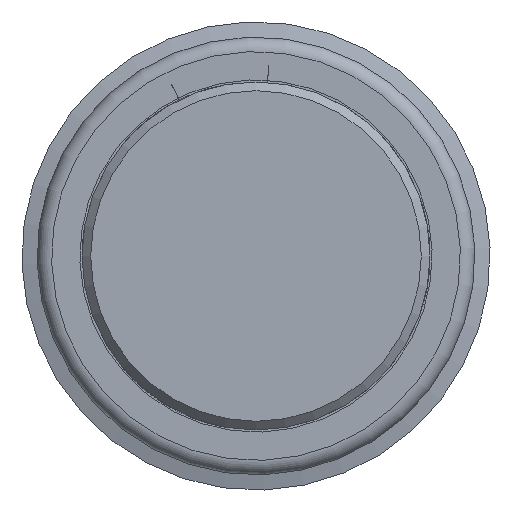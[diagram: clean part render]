
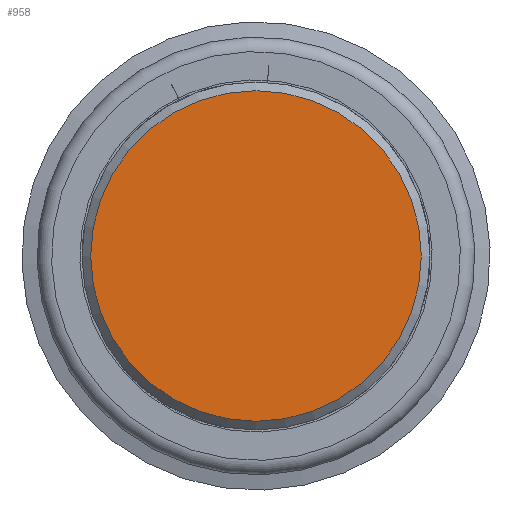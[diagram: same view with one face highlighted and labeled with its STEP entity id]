
A CAD part, left-side view. The second image highlights one B-rep face of the part: STEP entity #958.
In plain terms, the highlighted planar face has unit normal (-1, 0, 0).
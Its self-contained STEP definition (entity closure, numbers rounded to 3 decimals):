
#935=CARTESIAN_POINT('',(0.,5.7,0.));
#936=VERTEX_POINT('',#935);
#937=CARTESIAN_POINT('',(0.,0.0,0.0));
#938=DIRECTION('',(1.0,0.0,0.0));
#939=DIRECTION('',(0.0,-1.0,0.0));
#940=AXIS2_PLACEMENT_3D('',#937,#938,#939);
#941=CIRCLE('',#940,5.7);
#942=EDGE_CURVE('',#936,#936,#941,.T.);
#950=CARTESIAN_POINT('',(0.,4.5,0.0));
#951=DIRECTION('',(-1.0,0.0,0.0));
#952=DIRECTION('',(0.0,0.0,1.0));
#953=AXIS2_PLACEMENT_3D('',#950,#951,#952);
#954=PLANE('',#953);
#955=ORIENTED_EDGE('',*,*,#942,.F.);
#956=EDGE_LOOP('',(#955));
#957=FACE_OUTER_BOUND('',#956,.T.);
#958=ADVANCED_FACE('',(#957),#954,.T.);
